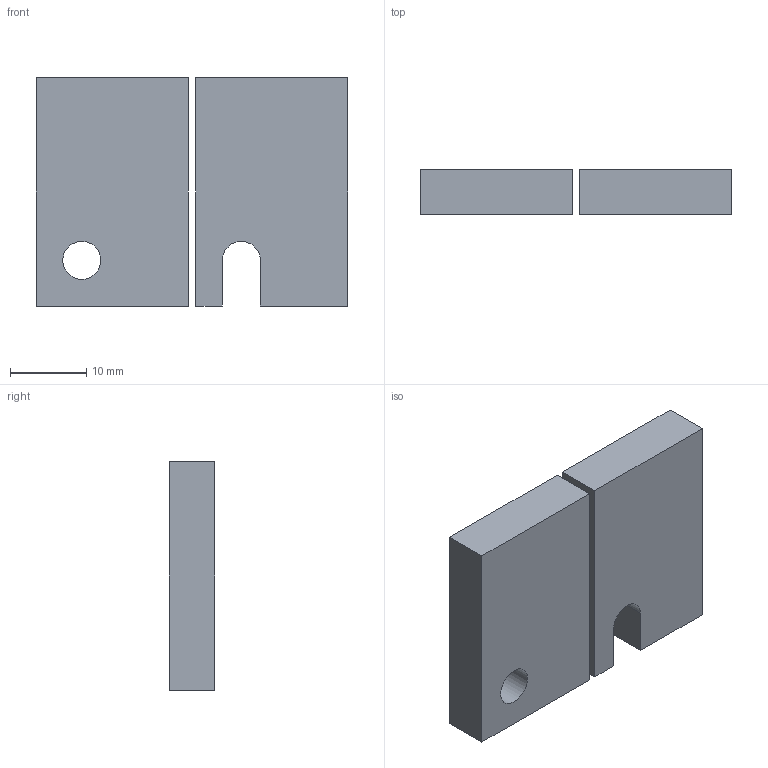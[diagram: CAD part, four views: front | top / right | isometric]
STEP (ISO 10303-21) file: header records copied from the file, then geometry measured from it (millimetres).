
FILE_DESCRIPTION(/* description */ (''),/* implementation_level */ '2;1');
FILE_NAME(/* name */ '7896baf3-c657-4241-a838-4069ecc513d8.stp',/* time_stamp */ '2019-05-17T14:20:19+00:00',/* author */ (''),/* organization */ (''),/* preprocessor_version */ 'ST-DEVELOPER v18',/* originating_system */ 'Autodesk Translation Framework v8.2.0.1029',/* authorisation */ '');
FILE_SCHEMA (('AUTOMOTIVE_DESIGN { 1 0 10303 214 3 1 1 }'));
Length unit declared in the file: millimetre
Products named in the file (1): ActuatorFastner
Bounding box: 41 x 6 x 30 mm (x, y, z)
Volume: 6843.3 mm3; surface area: 3664.5 mm2
Topology: 2 solids, 2 shells, 17 faces, 39 edges, 26 vertices
Faces by surface type: plane 15, cylinder 2
Full cylindrical faces by diameter (mm): 5 x1
Entity records: 513 total; most frequent: CARTESIAN_POINT 83, DIRECTION 79, ORIENTED_EDGE 78, EDGE_CURVE 39, LINE 35, VECTOR 35, VERTEX_POINT 26, AXIS2_PLACEMENT_3D 22
